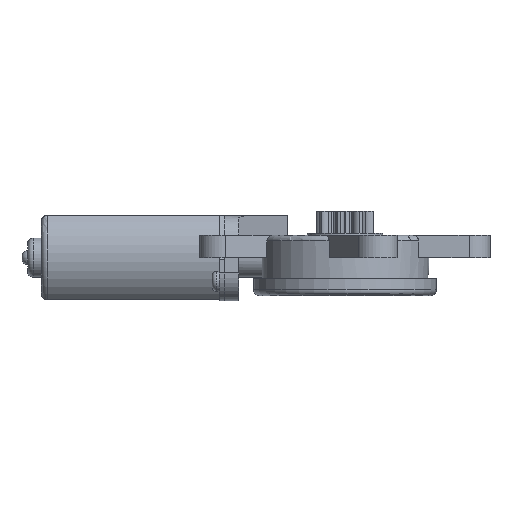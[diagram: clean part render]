
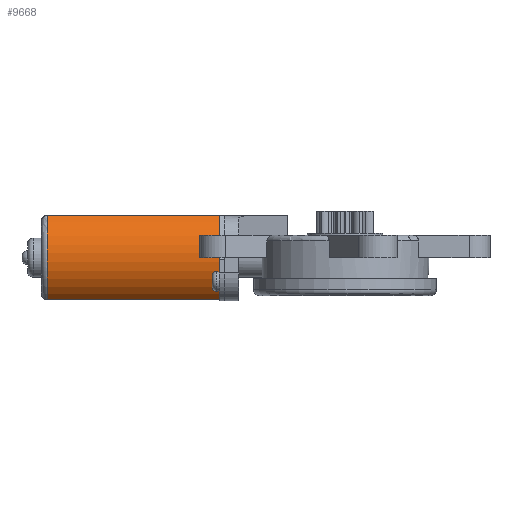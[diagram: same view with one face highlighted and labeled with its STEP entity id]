
A CAD part, front view. The second image highlights one B-rep face of the part: STEP entity #9668.
In plain terms, the highlighted cylindrical face has radius 19.5 mm (diameter 39 mm), a partial arc.
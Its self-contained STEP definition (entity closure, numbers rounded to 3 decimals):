
#122 = ORIENTED_EDGE ( 'NONE', *, *, #4421, .T. ) ;
#838 = CARTESIAN_POINT ( 'NONE',  ( -108.95, 31.658, -3. ) ) ;
#942 = VERTEX_POINT ( 'NONE', #10486 ) ;
#1050 = EDGE_CURVE ( 'NONE', #13370, #2844, #4612, .T. ) ;
#1185 = FACE_OUTER_BOUND ( 'NONE', #15178, .T. ) ;
#1529 = DIRECTION ( 'NONE',  ( 1., 0., 0. ) ) ;
#2844 = VERTEX_POINT ( 'NONE', #7236 ) ;
#2983 = CARTESIAN_POINT ( 'NONE',  ( -108.95, 19.381, -18.15 ) ) ;
#3566 = VERTEX_POINT ( 'NONE', #12531 ) ;
#4384 = DIRECTION ( 'NONE',  ( 0., 0., -1. ) ) ;
#4421 = EDGE_CURVE ( 'NONE', #942, #13370, #8820, .T. ) ;
#4476 = AXIS2_PLACEMENT_3D ( 'NONE', #6641, #1529, #13932 ) ;
#4612 = CIRCLE ( 'NONE', #10278, 19.5 ) ;
#5123 = DIRECTION ( 'NONE',  ( 1., 0., 0. ) ) ;
#6449 = CARTESIAN_POINT ( 'NONE',  ( -108.95, 19.381, 12.15 ) ) ;
#6499 = VECTOR ( 'NONE', #5123, 1000. ) ;
#6641 = CARTESIAN_POINT ( 'NONE',  ( -106.95, 31.658, -3. ) ) ;
#6717 = ORIENTED_EDGE ( 'NONE', *, *, #1050, .T. ) ;
#7236 = CARTESIAN_POINT ( 'NONE',  ( -45.15, 19.381, 12.15 ) ) ;
#8384 = CARTESIAN_POINT ( 'NONE',  ( -45.15, 19.381, -18.15 ) ) ;
#8820 = LINE ( 'NONE', #2983, #10941 ) ;
#8891 = DIRECTION ( 'NONE',  ( -1., 0., 0. ) ) ;
#9668 = ADVANCED_FACE ( 'NONE', ( #1185 ), #10011, .T. ) ;
#9874 = ORIENTED_EDGE ( 'NONE', *, *, #13523, .F. ) ;
#10011 = CYLINDRICAL_SURFACE ( 'NONE', #10691, 19.5 ) ;
#10278 = AXIS2_PLACEMENT_3D ( 'NONE', #15184, #8891, #13897 ) ;
#10486 = CARTESIAN_POINT ( 'NONE',  ( -106.95, 19.381, -18.15 ) ) ;
#10691 = AXIS2_PLACEMENT_3D ( 'NONE', #838, #11847, #4384 ) ;
#10941 = VECTOR ( 'NONE', #12944, 1000. ) ;
#11847 = DIRECTION ( 'NONE',  ( 1., 0., 0. ) ) ;
#12531 = CARTESIAN_POINT ( 'NONE',  ( -106.95, 19.381, 12.15 ) ) ;
#12602 = ORIENTED_EDGE ( 'NONE', *, *, #15288, .T. ) ;
#12944 = DIRECTION ( 'NONE',  ( 1., 0., 0. ) ) ;
#13119 = LINE ( 'NONE', #6449, #6499 ) ;
#13370 = VERTEX_POINT ( 'NONE', #8384 ) ;
#13523 = EDGE_CURVE ( 'NONE', #3566, #2844, #13119, .T. ) ;
#13897 = DIRECTION ( 'NONE',  ( 0., 0., 1. ) ) ;
#13932 = DIRECTION ( 'NONE',  ( 0., 0., 1. ) ) ;
#15178 = EDGE_LOOP ( 'NONE', ( #9874, #12602, #122, #6717 ) ) ;
#15184 = CARTESIAN_POINT ( 'NONE',  ( -45.15, 31.658, -3. ) ) ;
#15288 = EDGE_CURVE ( 'NONE', #3566, #942, #15851, .T. ) ;
#15851 = CIRCLE ( 'NONE', #4476, 19.5 ) ;
